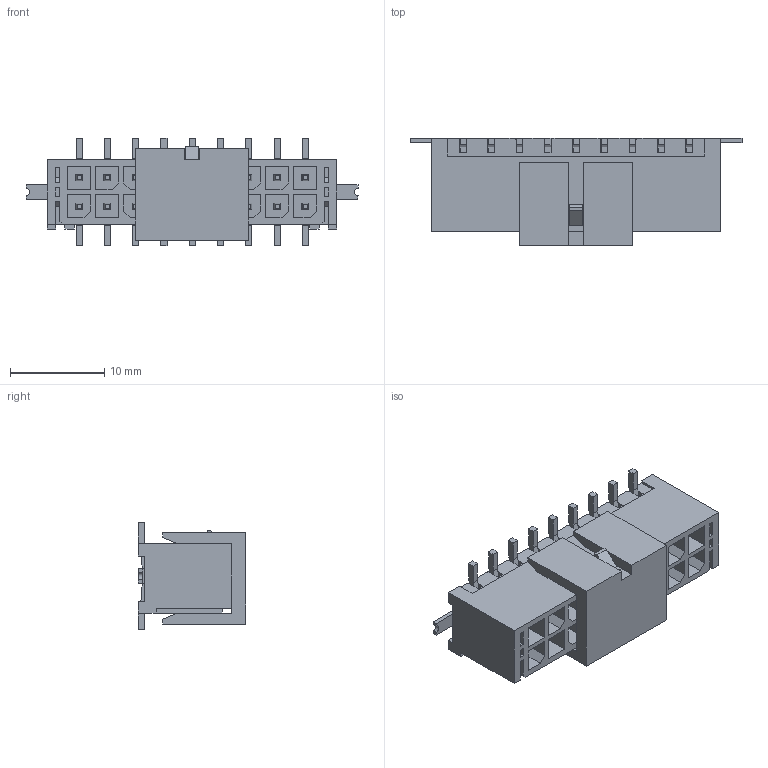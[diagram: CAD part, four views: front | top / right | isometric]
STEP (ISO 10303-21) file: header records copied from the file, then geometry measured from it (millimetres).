
FILE_DESCRIPTION(/* description */ ('Unknown'),/* implementation_level */ '2;1');
FILE_NAME(/* name */ '662318231822',/* time_stamp */ '2020-02-03T08:54:17+01:00',/* author */ ('Unknown'),/* organization */ ('Unknown'),/* preprocessor_version */ 'ST-DEVELOPER v16.7',/* originating_system */ 'DEX',/* authorisation */ $);
FILE_SCHEMA (('AUTOMOTIVE_DESIGN {1 0 10303 214 3 1 1}'));
Length unit declared in the file: millimetre
Products named in the file (5): 6623xx231822; 662018231822; 6620xx231822_MASS; 6620xx231822_PIN; 6620xx231822_Cap2
Assembly tree (22 placements, depth 2):
  6623xx231822
    662018231822
    6620xx231822_MASS  x2
    6620xx231822_PIN  x18
    6620xx231822_Cap2
Bounding box: 35.2 x 11.4 x 11.4 mm (x, y, z)
Volume: 1518.9 mm3; surface area: 4178.8 mm2
Topology: 22 solids, 22 shells, 892 faces, 2488 edges, 1634 vertices
Faces by surface type: plane 849, cylinder 43
Entity records: 15764 total; most frequent: CARTESIAN_POINT 2803, ORIENTED_EDGE 2778, DIRECTION 2449, EDGE_CURVE 1389, LINE 1309, VECTOR 1309, VERTEX_POINT 924, AXIS2_PLACEMENT_3D 570
